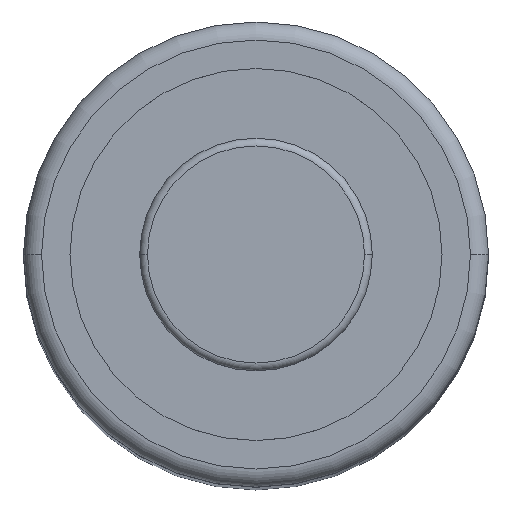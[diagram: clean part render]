
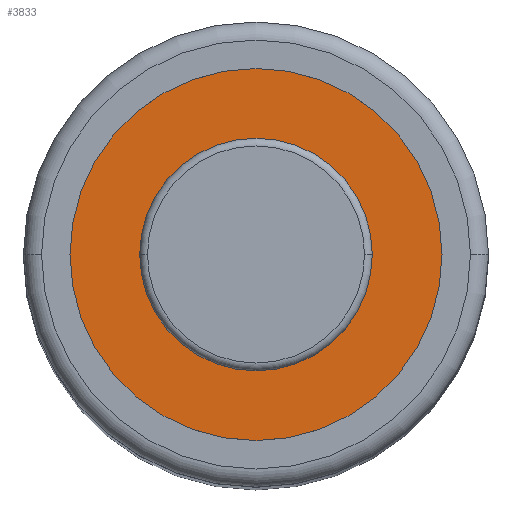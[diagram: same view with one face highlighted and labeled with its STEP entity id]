
A CAD part, top view. The second image highlights one B-rep face of the part: STEP entity #3833.
In plain terms, the highlighted planar face has unit normal (0, 0, 1).
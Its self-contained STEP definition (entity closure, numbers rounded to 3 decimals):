
#130 = EDGE_LOOP ( 'NONE', ( #7125, #9646 ) ) ;
#302 = CARTESIAN_POINT ( 'NONE',  ( -7.2, 0., 64.8 ) ) ;
#513 = AXIS2_PLACEMENT_3D ( 'NONE', #4358, #1654, #8513 ) ;
#840 = CIRCLE ( 'NONE', #5896, 7.2 ) ;
#873 = DIRECTION ( 'NONE',  ( 1., 0., 0. ) ) ;
#1259 = VERTEX_POINT ( 'NONE', #302 ) ;
#1379 = VERTEX_POINT ( 'NONE', #9927 ) ;
#1654 = DIRECTION ( 'NONE',  ( 0., 0., 1. ) ) ;
#1804 = CIRCLE ( 'NONE', #5181, 4.5 ) ;
#1886 = CIRCLE ( 'NONE', #7829, 7.2 ) ;
#1902 = FACE_BOUND ( 'NONE', #130, .T. ) ;
#1911 = CARTESIAN_POINT ( 'NONE',  ( -4.5, 0., 64.8 ) ) ;
#2020 = ORIENTED_EDGE ( 'NONE', *, *, #5254, .T. ) ;
#2355 = DIRECTION ( 'NONE',  ( 1., 0., 0. ) ) ;
#3507 = FACE_OUTER_BOUND ( 'NONE', #10648, .T. ) ;
#3833 = ADVANCED_FACE ( 'NONE', ( #1902, #3507 ), #8655, .T. ) ;
#4327 = CARTESIAN_POINT ( 'NONE',  ( 0., 0., 64.8 ) ) ;
#4358 = CARTESIAN_POINT ( 'NONE',  ( 0., 0., 64.8 ) ) ;
#4814 = CIRCLE ( 'NONE', #513, 4.5 ) ;
#4900 = AXIS2_PLACEMENT_3D ( 'NONE', #4327, #7814, #8592 ) ;
#5181 = AXIS2_PLACEMENT_3D ( 'NONE', #6928, #10334, #6072 ) ;
#5205 = CARTESIAN_POINT ( 'NONE',  ( 0., 0., 64.8 ) ) ;
#5254 = EDGE_CURVE ( 'NONE', #8740, #1259, #1886, .T. ) ;
#5661 = CARTESIAN_POINT ( 'NONE',  ( 0., 0., 64.8 ) ) ;
#5896 = AXIS2_PLACEMENT_3D ( 'NONE', #5205, #8721, #873 ) ;
#6072 = DIRECTION ( 'NONE',  ( 1., 0., 0. ) ) ;
#6626 = VERTEX_POINT ( 'NONE', #1911 ) ;
#6928 = CARTESIAN_POINT ( 'NONE',  ( 0., 0., 64.8 ) ) ;
#7125 = ORIENTED_EDGE ( 'NONE', *, *, #9584, .F. ) ;
#7145 = EDGE_CURVE ( 'NONE', #1259, #8740, #840, .T. ) ;
#7814 = DIRECTION ( 'NONE',  ( 0., 0., 1. ) ) ;
#7829 = AXIS2_PLACEMENT_3D ( 'NONE', #5661, #10888, #2355 ) ;
#8513 = DIRECTION ( 'NONE',  ( 1., 0., 0. ) ) ;
#8592 = DIRECTION ( 'NONE',  ( 1., 0., 0. ) ) ;
#8615 = ORIENTED_EDGE ( 'NONE', *, *, #7145, .T. ) ;
#8655 = PLANE ( 'NONE',  #4900 ) ;
#8704 = EDGE_CURVE ( 'NONE', #1379, #6626, #1804, .T. ) ;
#8721 = DIRECTION ( 'NONE',  ( 0., 0., 1. ) ) ;
#8740 = VERTEX_POINT ( 'NONE', #8768 ) ;
#8768 = CARTESIAN_POINT ( 'NONE',  ( 7.2, 0., 64.8 ) ) ;
#9584 = EDGE_CURVE ( 'NONE', #6626, #1379, #4814, .T. ) ;
#9646 = ORIENTED_EDGE ( 'NONE', *, *, #8704, .F. ) ;
#9927 = CARTESIAN_POINT ( 'NONE',  ( 4.5, 0., 64.8 ) ) ;
#10334 = DIRECTION ( 'NONE',  ( 0., 0., 1. ) ) ;
#10648 = EDGE_LOOP ( 'NONE', ( #2020, #8615 ) ) ;
#10888 = DIRECTION ( 'NONE',  ( 0., 0., 1. ) ) ;
